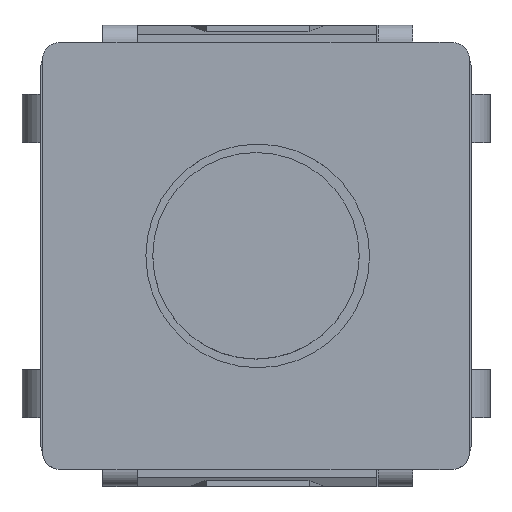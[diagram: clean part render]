
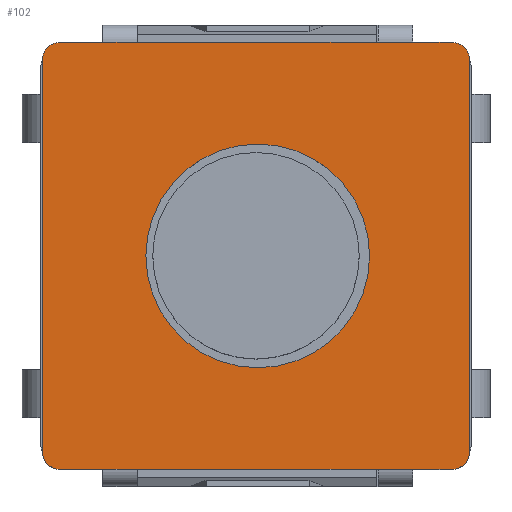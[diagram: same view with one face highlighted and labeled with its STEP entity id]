
A CAD part, top view. The second image highlights one B-rep face of the part: STEP entity #102.
In plain terms, the highlighted planar face has unit normal (0, 0, 1).
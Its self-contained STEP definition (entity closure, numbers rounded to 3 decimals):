
#83 = VERTEX_POINT('',#84);
#84 = CARTESIAN_POINT('',(0.025,-1.625,2.5));
#91 = EDGE_CURVE('',#83,#83,#92,.T.);
#92 = CIRCLE('',#93,1.625);
#93 = AXIS2_PLACEMENT_3D('',#94,#95,#96);
#94 = CARTESIAN_POINT('',(0.025,0.,2.5));
#95 = DIRECTION('',(-0.,0.,-1.));
#96 = DIRECTION('',(0.,1.,0.));
#102 = ADVANCED_FACE('',(#103,#237),#240,.T.);
#103 = FACE_BOUND('',#104,.T.);
#104 = EDGE_LOOP('',(#105,#116,#124,#133,#141,#149,#157,#165,#173,#182,
    #190,#199,#207,#215,#223,#231));
#105 = ORIENTED_EDGE('',*,*,#106,.F.);
#106 = EDGE_CURVE('',#107,#109,#111,.T.);
#107 = VERTEX_POINT('',#108);
#108 = CARTESIAN_POINT('',(3.1,-2.85,2.5));
#109 = VERTEX_POINT('',#110);
#110 = CARTESIAN_POINT('',(2.85,-3.1,2.5));
#111 = CIRCLE('',#112,0.25);
#112 = AXIS2_PLACEMENT_3D('',#113,#114,#115);
#113 = CARTESIAN_POINT('',(2.85,-2.85,2.5));
#114 = DIRECTION('',(0.,-0.,-1.));
#115 = DIRECTION('',(0.707,-0.707,0.));
#116 = ORIENTED_EDGE('',*,*,#117,.T.);
#117 = EDGE_CURVE('',#107,#118,#120,.T.);
#118 = VERTEX_POINT('',#119);
#119 = CARTESIAN_POINT('',(3.1,2.85,2.5));
#120 = LINE('',#121,#122);
#121 = CARTESIAN_POINT('',(3.1,-2.85,2.5));
#122 = VECTOR('',#123,1.);
#123 = DIRECTION('',(0.,1.,0.));
#124 = ORIENTED_EDGE('',*,*,#125,.F.);
#125 = EDGE_CURVE('',#126,#118,#128,.T.);
#126 = VERTEX_POINT('',#127);
#127 = CARTESIAN_POINT('',(2.85,3.1,2.5));
#128 = CIRCLE('',#129,0.25);
#129 = AXIS2_PLACEMENT_3D('',#130,#131,#132);
#130 = CARTESIAN_POINT('',(2.85,2.85,2.5));
#131 = DIRECTION('',(0.,-0.,-1.));
#132 = DIRECTION('',(0.707,0.707,-0.));
#133 = ORIENTED_EDGE('',*,*,#134,.T.);
#134 = EDGE_CURVE('',#126,#135,#137,.T.);
#135 = VERTEX_POINT('',#136);
#136 = CARTESIAN_POINT('',(2.275,3.1,2.5));
#137 = LINE('',#138,#139);
#138 = CARTESIAN_POINT('',(2.85,3.1,2.5));
#139 = VECTOR('',#140,1.);
#140 = DIRECTION('',(-1.,0.,0.));
#141 = ORIENTED_EDGE('',*,*,#142,.T.);
#142 = EDGE_CURVE('',#135,#143,#145,.T.);
#143 = VERTEX_POINT('',#144);
#144 = CARTESIAN_POINT('',(1.775,3.1,2.5));
#145 = LINE('',#146,#147);
#146 = CARTESIAN_POINT('',(2.275,3.1,2.5));
#147 = VECTOR('',#148,1.);
#148 = DIRECTION('',(-1.,0.,0.));
#149 = ORIENTED_EDGE('',*,*,#150,.T.);
#150 = EDGE_CURVE('',#143,#151,#153,.T.);
#151 = VERTEX_POINT('',#152);
#152 = CARTESIAN_POINT('',(-1.725,3.1,2.5));
#153 = LINE('',#154,#155);
#154 = CARTESIAN_POINT('',(1.775,3.1,2.5));
#155 = VECTOR('',#156,1.);
#156 = DIRECTION('',(-1.,0.,0.));
#157 = ORIENTED_EDGE('',*,*,#158,.T.);
#158 = EDGE_CURVE('',#151,#159,#161,.T.);
#159 = VERTEX_POINT('',#160);
#160 = CARTESIAN_POINT('',(-2.225,3.1,2.5));
#161 = LINE('',#162,#163);
#162 = CARTESIAN_POINT('',(-1.725,3.1,2.5));
#163 = VECTOR('',#164,1.);
#164 = DIRECTION('',(-1.,0.,0.));
#165 = ORIENTED_EDGE('',*,*,#166,.T.);
#166 = EDGE_CURVE('',#159,#167,#169,.T.);
#167 = VERTEX_POINT('',#168);
#168 = CARTESIAN_POINT('',(-2.85,3.1,2.5));
#169 = LINE('',#170,#171);
#170 = CARTESIAN_POINT('',(-2.225,3.1,2.5));
#171 = VECTOR('',#172,1.);
#172 = DIRECTION('',(-1.,0.,0.));
#173 = ORIENTED_EDGE('',*,*,#174,.F.);
#174 = EDGE_CURVE('',#175,#167,#177,.T.);
#175 = VERTEX_POINT('',#176);
#176 = CARTESIAN_POINT('',(-3.1,2.85,2.5));
#177 = CIRCLE('',#178,0.25);
#178 = AXIS2_PLACEMENT_3D('',#179,#180,#181);
#179 = CARTESIAN_POINT('',(-2.85,2.85,2.5));
#180 = DIRECTION('',(-0.,0.,-1.));
#181 = DIRECTION('',(-0.707,0.707,0.));
#182 = ORIENTED_EDGE('',*,*,#183,.T.);
#183 = EDGE_CURVE('',#175,#184,#186,.T.);
#184 = VERTEX_POINT('',#185);
#185 = CARTESIAN_POINT('',(-3.1,-2.85,2.5));
#186 = LINE('',#187,#188);
#187 = CARTESIAN_POINT('',(-3.1,2.85,2.5));
#188 = VECTOR('',#189,1.);
#189 = DIRECTION('',(0.,-1.,0.));
#190 = ORIENTED_EDGE('',*,*,#191,.F.);
#191 = EDGE_CURVE('',#192,#184,#194,.T.);
#192 = VERTEX_POINT('',#193);
#193 = CARTESIAN_POINT('',(-2.85,-3.1,2.5));
#194 = CIRCLE('',#195,0.25);
#195 = AXIS2_PLACEMENT_3D('',#196,#197,#198);
#196 = CARTESIAN_POINT('',(-2.85,-2.85,2.5));
#197 = DIRECTION('',(-0.,0.,-1.));
#198 = DIRECTION('',(-0.707,-0.707,0.));
#199 = ORIENTED_EDGE('',*,*,#200,.F.);
#200 = EDGE_CURVE('',#201,#192,#203,.T.);
#201 = VERTEX_POINT('',#202);
#202 = CARTESIAN_POINT('',(-2.225,-3.1,2.5));
#203 = LINE('',#204,#205);
#204 = CARTESIAN_POINT('',(-2.225,-3.1,2.5));
#205 = VECTOR('',#206,1.);
#206 = DIRECTION('',(-1.,0.,0.));
#207 = ORIENTED_EDGE('',*,*,#208,.F.);
#208 = EDGE_CURVE('',#209,#201,#211,.T.);
#209 = VERTEX_POINT('',#210);
#210 = CARTESIAN_POINT('',(-1.725,-3.1,2.5));
#211 = LINE('',#212,#213);
#212 = CARTESIAN_POINT('',(-1.725,-3.1,2.5));
#213 = VECTOR('',#214,1.);
#214 = DIRECTION('',(-1.,0.,0.));
#215 = ORIENTED_EDGE('',*,*,#216,.F.);
#216 = EDGE_CURVE('',#217,#209,#219,.T.);
#217 = VERTEX_POINT('',#218);
#218 = CARTESIAN_POINT('',(1.775,-3.1,2.5));
#219 = LINE('',#220,#221);
#220 = CARTESIAN_POINT('',(1.775,-3.1,2.5));
#221 = VECTOR('',#222,1.);
#222 = DIRECTION('',(-1.,0.,0.));
#223 = ORIENTED_EDGE('',*,*,#224,.F.);
#224 = EDGE_CURVE('',#225,#217,#227,.T.);
#225 = VERTEX_POINT('',#226);
#226 = CARTESIAN_POINT('',(2.275,-3.1,2.5));
#227 = LINE('',#228,#229);
#228 = CARTESIAN_POINT('',(2.275,-3.1,2.5));
#229 = VECTOR('',#230,1.);
#230 = DIRECTION('',(-1.,0.,0.));
#231 = ORIENTED_EDGE('',*,*,#232,.F.);
#232 = EDGE_CURVE('',#109,#225,#233,.T.);
#233 = LINE('',#234,#235);
#234 = CARTESIAN_POINT('',(2.85,-3.1,2.5));
#235 = VECTOR('',#236,1.);
#236 = DIRECTION('',(-1.,0.,0.));
#237 = FACE_BOUND('',#238,.T.);
#238 = EDGE_LOOP('',(#239));
#239 = ORIENTED_EDGE('',*,*,#91,.T.);
#240 = PLANE('',#241);
#241 = AXIS2_PLACEMENT_3D('',#242,#243,#244);
#242 = CARTESIAN_POINT('',(0.,3.1,2.5));
#243 = DIRECTION('',(0.,0.,1.));
#244 = DIRECTION('',(-1.,0.,0.));
